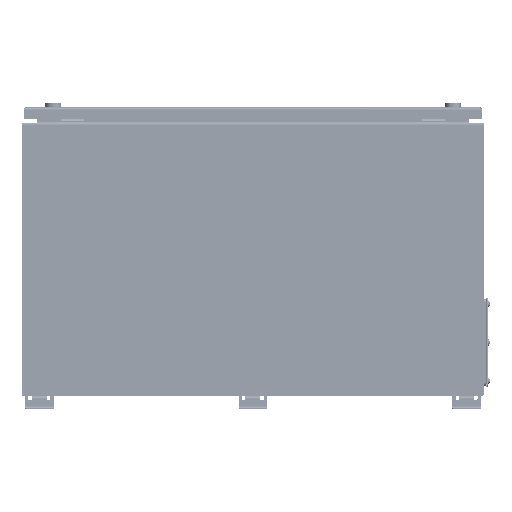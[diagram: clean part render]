
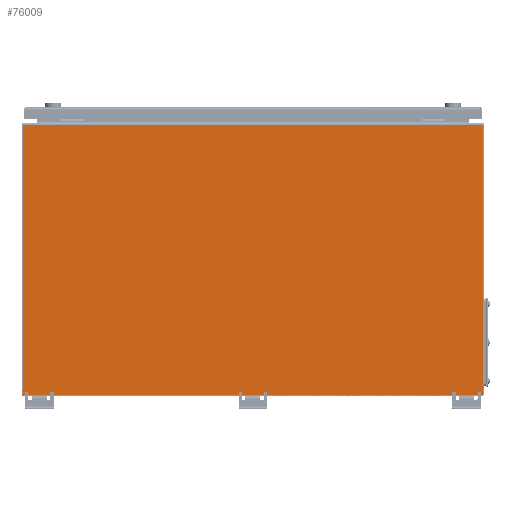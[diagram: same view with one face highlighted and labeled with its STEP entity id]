
A CAD part, left-side view. The second image highlights one B-rep face of the part: STEP entity #76009.
In plain terms, the highlighted planar face has unit normal (-1, 0, 0).
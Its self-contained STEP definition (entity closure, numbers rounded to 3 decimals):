
#1757 = LINE ( 'NONE', #52699, #71566 ) ;
#2381 = ORIENTED_EDGE ( 'NONE', *, *, #84250, .T. ) ;
#4106 = CARTESIAN_POINT ( 'NONE',  ( -1.5, 0., 0. ) ) ;
#5514 = VERTEX_POINT ( 'NONE', #89511 ) ;
#6752 = VERTEX_POINT ( 'NONE', #42046 ) ;
#7072 = CARTESIAN_POINT ( 'NONE',  ( -1.5, -397., -233.5 ) ) ;
#7534 = DIRECTION ( 'NONE',  ( -1., 0., 0. ) ) ;
#9475 = DIRECTION ( 'NONE',  ( 0., 0., 1. ) ) ;
#9857 = LINE ( 'NONE', #38570, #13157 ) ;
#11967 = CARTESIAN_POINT ( 'NONE',  ( -1.5, -397., -236.5 ) ) ;
#13157 = VECTOR ( 'NONE', #80610, 1000. ) ;
#14670 = ORIENTED_EDGE ( 'NONE', *, *, #37794, .T. ) ;
#14992 = VERTEX_POINT ( 'NONE', #11967 ) ;
#16581 = EDGE_CURVE ( 'NONE', #6752, #29732, #60358, .T. ) ;
#17183 = VERTEX_POINT ( 'NONE', #60914 ) ;
#17678 = CIRCLE ( 'NONE', #22164, 3. ) ;
#17936 = EDGE_CURVE ( 'NONE', #17183, #5514, #24812, .T. ) ;
#19139 = PLANE ( 'NONE',  #67776 ) ;
#20461 = EDGE_LOOP ( 'NONE', ( #55907, #2381, #88861, #55775, #32577, #14670 ) ) ;
#22164 = AXIS2_PLACEMENT_3D ( 'NONE', #7072, #7534, #64603 ) ;
#24345 = DIRECTION ( 'NONE',  ( 0., 1., 0. ) ) ;
#24812 = LINE ( 'NONE', #60706, #75993 ) ;
#25271 = DIRECTION ( 'NONE',  ( -1., 0., 0. ) ) ;
#25754 = EDGE_CURVE ( 'NONE', #14992, #40534, #1757, .T. ) ;
#25847 = DIRECTION ( 'NONE',  ( 0., 0., -1. ) ) ;
#26062 = VECTOR ( 'NONE', #25847, 1000. ) ;
#28335 = EDGE_CURVE ( 'NONE', #6752, #5514, #9857, .T. ) ;
#29732 = VERTEX_POINT ( 'NONE', #35227 ) ;
#32577 = ORIENTED_EDGE ( 'NONE', *, *, #17936, .F. ) ;
#35227 = CARTESIAN_POINT ( 'NONE',  ( -1.5, -400., -233.5 ) ) ;
#35786 = CARTESIAN_POINT ( 'NONE',  ( -1.5, 397., -236.5 ) ) ;
#37794 = EDGE_CURVE ( 'NONE', #17183, #40534, #81842, .T. ) ;
#38570 = CARTESIAN_POINT ( 'NONE',  ( -1.5, -400., 233.5 ) ) ;
#40534 = VERTEX_POINT ( 'NONE', #35786 ) ;
#42046 = CARTESIAN_POINT ( 'NONE',  ( -1.5, -400., 233.5 ) ) ;
#48724 = AXIS2_PLACEMENT_3D ( 'NONE', #87792, #66550, #9475 ) ;
#52699 = CARTESIAN_POINT ( 'NONE',  ( -1.5, -400., -236.5 ) ) ;
#55775 = ORIENTED_EDGE ( 'NONE', *, *, #28335, .T. ) ;
#55907 = ORIENTED_EDGE ( 'NONE', *, *, #25754, .F. ) ;
#60358 = LINE ( 'NONE', #83893, #26062 ) ;
#60706 = CARTESIAN_POINT ( 'NONE',  ( -1.5, 400., 236.5 ) ) ;
#60914 = CARTESIAN_POINT ( 'NONE',  ( -1.5, 400., -233.5 ) ) ;
#61628 = DIRECTION ( 'NONE',  ( 0., 0., 1. ) ) ;
#64603 = DIRECTION ( 'NONE',  ( 0., 0., 1. ) ) ;
#66550 = DIRECTION ( 'NONE',  ( -1., 0., 0. ) ) ;
#67776 = AXIS2_PLACEMENT_3D ( 'NONE', #4106, #25271, #61628 ) ;
#71566 = VECTOR ( 'NONE', #24345, 1000. ) ;
#75993 = VECTOR ( 'NONE', #76240, 1000. ) ;
#76009 = ADVANCED_FACE ( 'NONE', ( #89914 ), #19139, .T. ) ;
#76240 = DIRECTION ( 'NONE',  ( 0., 0., 1. ) ) ;
#80610 = DIRECTION ( 'NONE',  ( 0., 1., 0. ) ) ;
#81842 = CIRCLE ( 'NONE', #48724, 3. ) ;
#83893 = CARTESIAN_POINT ( 'NONE',  ( -1.5, -400., 236.5 ) ) ;
#84250 = EDGE_CURVE ( 'NONE', #14992, #29732, #17678, .T. ) ;
#87792 = CARTESIAN_POINT ( 'NONE',  ( -1.5, 397., -233.5 ) ) ;
#88861 = ORIENTED_EDGE ( 'NONE', *, *, #16581, .F. ) ;
#89511 = CARTESIAN_POINT ( 'NONE',  ( -1.5, 400., 233.5 ) ) ;
#89914 = FACE_OUTER_BOUND ( 'NONE', #20461, .T. ) ;
